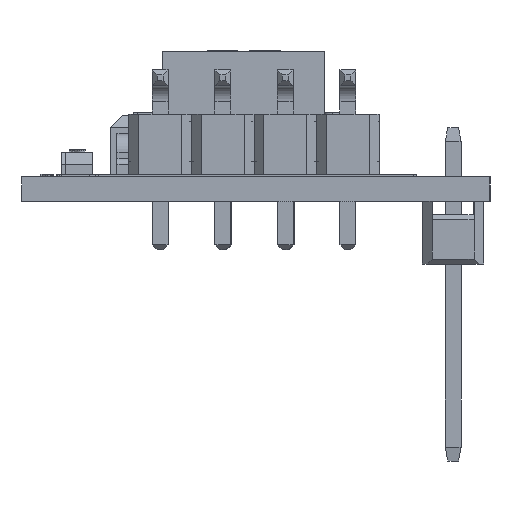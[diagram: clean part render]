
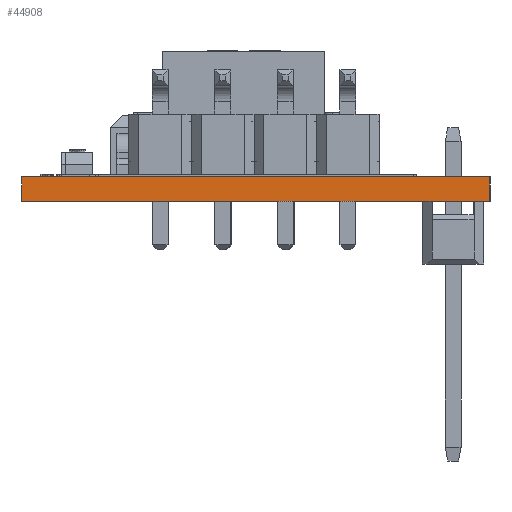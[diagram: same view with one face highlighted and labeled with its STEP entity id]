
A CAD part, left-side view. The second image highlights one B-rep face of the part: STEP entity #44908.
In plain terms, the highlighted planar face has unit normal (-1, 0, 0).
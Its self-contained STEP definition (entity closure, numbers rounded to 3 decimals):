
#3346=FACE_OUTER_BOUND('',#5897,.T.);
#5897=EDGE_LOOP('',(#36092,#36093,#36094,#36095));
#7669=LINE('',#63689,#12962);
#10052=LINE('',#71586,#15345);
#10053=LINE('',#71589,#15346);
#10054=LINE('',#71590,#15347);
#12962=VECTOR('',#49668,10.);
#15345=VECTOR('',#54171,10.);
#15346=VECTOR('',#54174,10.);
#15347=VECTOR('',#54175,10.);
#18264=VERTEX_POINT('',#63686);
#18265=VERTEX_POINT('',#63688);
#20159=VERTEX_POINT('',#71584);
#20160=VERTEX_POINT('',#71588);
#22821=EDGE_CURVE('',#18264,#18265,#7669,.T.);
#25674=EDGE_CURVE('',#20159,#18265,#10052,.T.);
#25675=EDGE_CURVE('',#20160,#20159,#10053,.T.);
#25676=EDGE_CURVE('',#20160,#18264,#10054,.T.);
#36092=ORIENTED_EDGE('',*,*,#25675,.T.);
#36093=ORIENTED_EDGE('',*,*,#25674,.T.);
#36094=ORIENTED_EDGE('',*,*,#22821,.F.);
#36095=ORIENTED_EDGE('',*,*,#25676,.F.);
#41271=PLANE('',#47389);
#44908=ADVANCED_FACE('',(#3346),#41271,.T.);
#47389=AXIS2_PLACEMENT_3D('',#71587,#54172,#54173);
#49668=DIRECTION('',(0.,-1.,0.));
#54171=DIRECTION('',(0.,0.,1.));
#54172=DIRECTION('center_axis',(-1.,0.,0.));
#54173=DIRECTION('ref_axis',(0.,-1.,0.));
#54174=DIRECTION('',(0.,-1.,0.));
#54175=DIRECTION('',(0.,0.,1.));
#63686=CARTESIAN_POINT('',(-1.95,17.5,1.));
#63688=CARTESIAN_POINT('',(-1.95,-1.5,1.));
#63689=CARTESIAN_POINT('',(-1.95,17.5,1.));
#71584=CARTESIAN_POINT('',(-1.95,-1.5,0.));
#71586=CARTESIAN_POINT('',(-1.95,-1.5,0.));
#71587=CARTESIAN_POINT('Origin',(-1.95,17.5,0.));
#71588=CARTESIAN_POINT('',(-1.95,17.5,0.));
#71589=CARTESIAN_POINT('',(-1.95,17.5,0.));
#71590=CARTESIAN_POINT('',(-1.95,17.5,0.));
